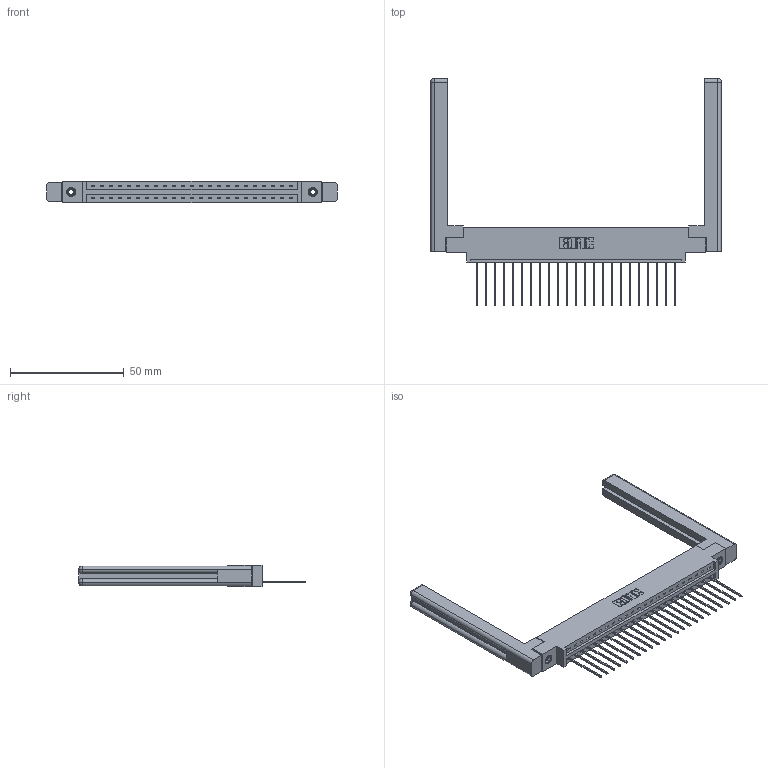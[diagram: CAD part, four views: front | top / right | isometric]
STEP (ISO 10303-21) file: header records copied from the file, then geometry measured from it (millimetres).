
FILE_DESCRIPTION (( 'STEP AP203' ), '1' );
FILE_NAME ('337-023-541-658.STEP', '2019-09-30T14:51:00', ( '' ), ( '' ), 'SwSTEP 2.0', 'SolidWorks 2016', '' );
FILE_SCHEMA (( 'CONFIG_CONTROL_DESIGN' ));
Length unit declared in the file: inch
Products named in the file (5): 345-250-001_345-250-001-102; 337-023-541-658; 337 Part_0.170 Offset - 0.156 Dia-TI; 345-292-001_345-293-141; 307-220-058
Assembly tree (28 placements, depth 2):
  337-023-541-658
    337 Part_0.170 Offset - 0.156 Dia-TI
    345-292-001_345-293-141  x23
    345-250-001_345-250-001-102  x2
    307-220-058  x2
Bounding box: 127.76 x 99.7 x 9.4 mm (x, y, z)
Volume: 20161.5 mm3; surface area: 19103.7 mm2
Topology: 28 solids, 28 shells, 1686 faces, 5001 edges, 3290 vertices
Faces by surface type: plane 1216, cylinder 446, cone 12, torus 12
Entity records: 22338 total; most frequent: CARTESIAN_POINT 3890, ORIENTED_EDGE 3788, DIRECTION 3332, EDGE_CURVE 1894, LINE 1718, VECTOR 1718, VERTEX_POINT 1254, AXIS2_PLACEMENT_3D 807
